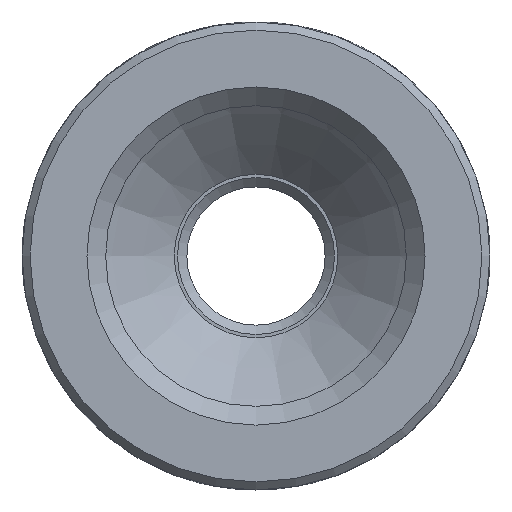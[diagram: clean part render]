
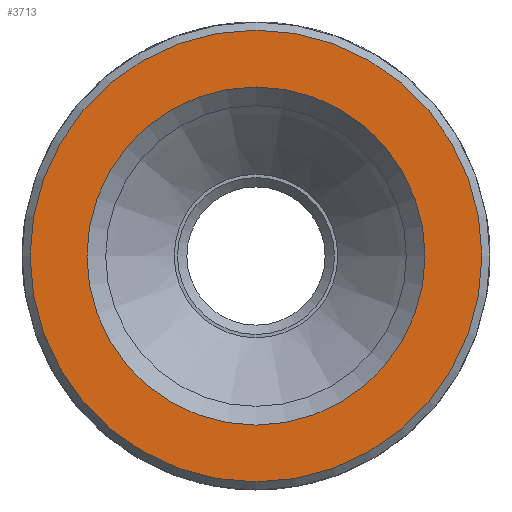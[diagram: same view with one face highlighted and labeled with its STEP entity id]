
A CAD part, left-side view. The second image highlights one B-rep face of the part: STEP entity #3713.
In plain terms, the highlighted planar face has unit normal (-1, 0, 0).
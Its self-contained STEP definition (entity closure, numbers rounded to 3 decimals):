
#171 = CIRCLE ( 'NONE', #4430, 14. ) ;
#188 = EDGE_CURVE ( 'NONE', #2873, #2873, #171, .T. ) ;
#810 = VERTEX_POINT ( 'NONE', #4215 ) ;
#1678 = PLANE ( 'NONE',  #5894 ) ;
#2031 = CARTESIAN_POINT ( 'NONE',  ( -34., 0., 0. ) ) ;
#2873 = VERTEX_POINT ( 'NONE', #10524 ) ;
#3629 = EDGE_LOOP ( 'NONE', ( #13015 ) ) ;
#3713 = ADVANCED_FACE ( 'NONE', ( #10873, #14118 ), #1678, .T. ) ;
#4197 = DIRECTION ( 'NONE',  ( 0., 0., -1. ) ) ;
#4215 = CARTESIAN_POINT ( 'NONE',  ( -34., 0., 10.477 ) ) ;
#4430 = AXIS2_PLACEMENT_3D ( 'NONE', #5748, #12545, #10271 ) ;
#4508 = ORIENTED_EDGE ( 'NONE', *, *, #6705, .F. ) ;
#5336 = EDGE_LOOP ( 'NONE', ( #4508 ) ) ;
#5748 = CARTESIAN_POINT ( 'NONE',  ( -34., 0., 0. ) ) ;
#5894 = AXIS2_PLACEMENT_3D ( 'NONE', #13019, #10949, #4197 ) ;
#6324 = DIRECTION ( 'NONE',  ( -1., 0., 0. ) ) ;
#6705 = EDGE_CURVE ( 'NONE', #810, #810, #13961, .T. ) ;
#8083 = AXIS2_PLACEMENT_3D ( 'NONE', #2031, #6324, #10178 ) ;
#10178 = DIRECTION ( 'NONE',  ( 0., 0., 1. ) ) ;
#10271 = DIRECTION ( 'NONE',  ( 0., -1., 0. ) ) ;
#10524 = CARTESIAN_POINT ( 'NONE',  ( -34., -14., 0. ) ) ;
#10873 = FACE_BOUND ( 'NONE', #5336, .T. ) ;
#10949 = DIRECTION ( 'NONE',  ( -1., 0., 0. ) ) ;
#12545 = DIRECTION ( 'NONE',  ( -1., 0., 0. ) ) ;
#13015 = ORIENTED_EDGE ( 'NONE', *, *, #188, .T. ) ;
#13019 = CARTESIAN_POINT ( 'NONE',  ( -34., 0., 0. ) ) ;
#13961 = CIRCLE ( 'NONE', #8083, 10.477 ) ;
#14118 = FACE_OUTER_BOUND ( 'NONE', #3629, .T. ) ;
